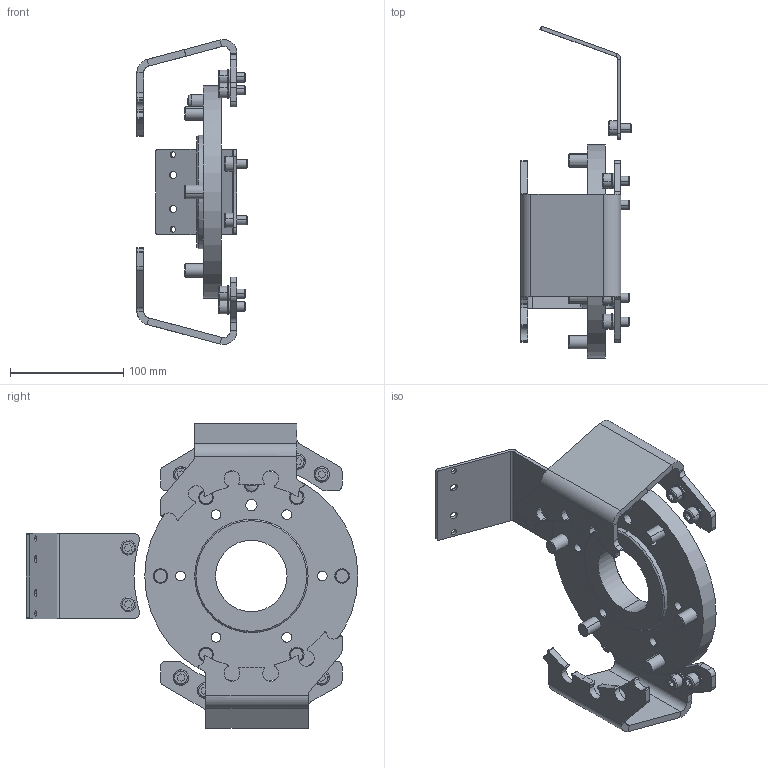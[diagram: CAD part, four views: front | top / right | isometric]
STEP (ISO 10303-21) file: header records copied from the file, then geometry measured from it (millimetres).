
FILE_DESCRIPTION (( 'STEP AP203' ), '1' );
FILE_NAME ('P4409.STEP', '2020-09-08T11:52:44', ( '' ), ( '' ), 'SwSTEP 2.0', 'SolidWorks 2019', '' );
FILE_SCHEMA (( 'CONFIG_CONTROL_DESIGN' ));
Length unit declared in the file: millimetre
Products named in the file (1): P4409
Bounding box: 97.3 x 292.65 x 268.66 mm (x, y, z)
Volume: 658740.4 mm3; surface area: 193878.1 mm2
Topology: 29 solids, 29 shells, 1530 faces, 4054 edges, 2620 vertices
Faces by surface type: plane 1145, cylinder 305, cone 44, torus 32, bspline 2, sphere 2
Entity records: 47039 total; most frequent: CARTESIAN_POINT 9101, ORIENTED_EDGE 8104, DIRECTION 7628, EDGE_CURVE 4052, LINE 2942, VECTOR 2942, VERTEX_POINT 2620, AXIS2_PLACEMENT_3D 2343
